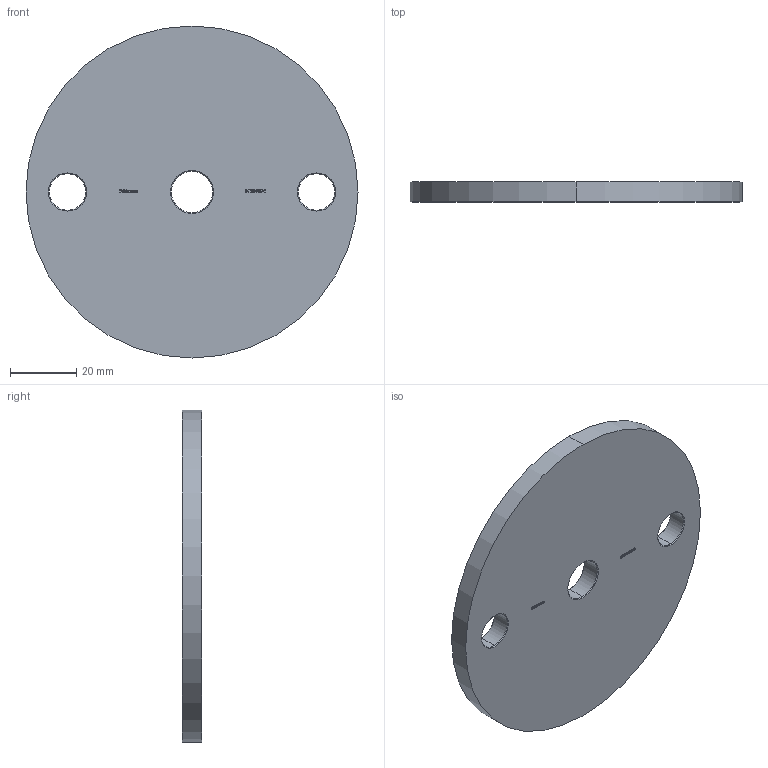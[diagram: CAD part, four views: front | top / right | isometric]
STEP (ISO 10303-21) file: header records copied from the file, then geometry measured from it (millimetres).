
FILE_DESCRIPTION (( 'STEP AP203' ), '1' );
FILE_NAME ('54100-240-R.step', '2020-10-21T10:56:54', ( '' ), ( '' ), 'SwSTEP 2.0', 'SolidWorks 2018', '' );
FILE_SCHEMA (( 'CONFIG_CONTROL_DESIGN' ));
Length unit declared in the file: millimetre
Products named in the file (2): 54100-240-R
Bounding box: 100 x 6 x 100 mm (x, y, z)
Volume: 45240.1 mm3; surface area: 17592.6 mm2
Topology: 1 solids, 1 shells, 261 faces, 681 edges, 450 vertices
Faces by surface type: plane 147, bspline 94, cone 12, cylinder 8
Entity records: 13626 total; most frequent: CARTESIAN_POINT 7664, ORIENTED_EDGE 1362, DIRECTION 859, EDGE_CURVE 681, VECTOR 465, LINE 465, VERTEX_POINT 450, EDGE_LOOP 295
